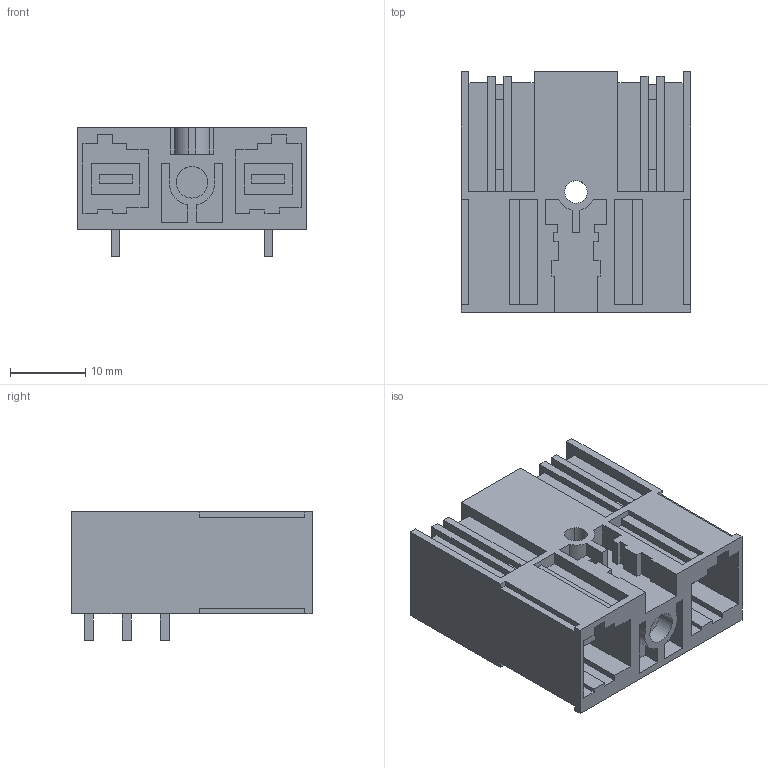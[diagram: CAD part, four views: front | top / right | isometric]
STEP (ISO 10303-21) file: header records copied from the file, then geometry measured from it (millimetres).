
FILE_DESCRIPTION(('CATIA V5 STEP Exchange','CAx-IF Rec.Pracs.--- Model Styling and Organization---1.4--- 2014-01-23'),'2;1');
FILE_NAME ('286644-2_0_2580340000_2580340000.stp','2023-05-02T08:12:45+00:00',('none'),('Weidmueller'),'CATIA Version 5-6 Release 2016 SP3 HF44','CATIA V5 STEP AP214','none');
FILE_SCHEMA(('AUTOMOTIVE_DESIGN { 1 0 10303 214 1 1 1 1 }'));
Length unit declared in the file: millimetre
Products named in the file (1): 2580340000
Bounding box: 30.48 x 32 x 17.1 mm (x, y, z)
Volume: 9194.6 mm3; surface area: 7744.4 mm2
Topology: 3 solids, 3 shells, 279 faces, 780 edges, 520 vertices
Faces by surface type: plane 263, cylinder 16
Entity records: 8378 total; most frequent: ORIENTED_EDGE 1560, CARTESIAN_POINT 1500, DIRECTION 1161, EDGE_CURVE 780, VECTOR 748, LINE 748, VERTEX_POINT 520, EDGE_LOOP 298
